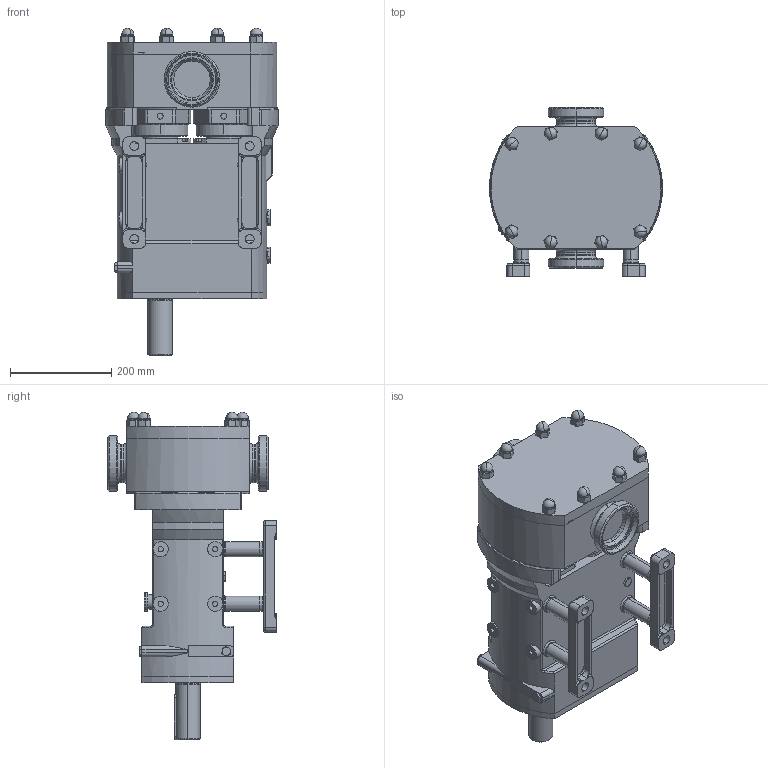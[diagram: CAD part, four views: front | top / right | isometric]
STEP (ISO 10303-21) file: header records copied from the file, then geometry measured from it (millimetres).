
FILE_DESCRIPTION (( 'STEP AP214' ), '1' );
FILE_NAME ('GA3606.STEP', '2024-11-07T16:08:18', ( '' ), ( '' ), 'SwSTEP 2.0', 'SolidWorks 2023', '' );
FILE_SCHEMA (( 'AUTOMOTIVE_DESIGN' ));
Length unit declared in the file: millimetre
Products named in the file (3): Copy (2) of CP40S-0180 V LHD^GA3606; GA3606; Copy of Z94-5031-55 - 3 INCH DIN11851^GA3606
Assembly tree (3 placements, depth 2):
  GA3606
    Copy (2) of CP40S-0180 V LHD^GA3606
    Copy of Z94-5031-55 - 3 INCH DIN11851^GA3606  x2
Bounding box: 342 x 334 x 647.37 mm (x, y, z)
Volume: 26551263.3 mm3; surface area: 940111.2 mm2
Topology: 3 solids, 3 shells, 947 faces, 2454 edges, 1434 vertices
Faces by surface type: plane 363, cylinder 279, torus 136, bspline 116, cone 37, sphere 16
Entity records: 33842 total; most frequent: CARTESIAN_POINT 12335, ORIENTED_EDGE 4544, DIRECTION 4495, EDGE_CURVE 2272, AXIS2_PLACEMENT_3D 1721, VERTEX_POINT 1386, LINE 1053, VECTOR 1053
